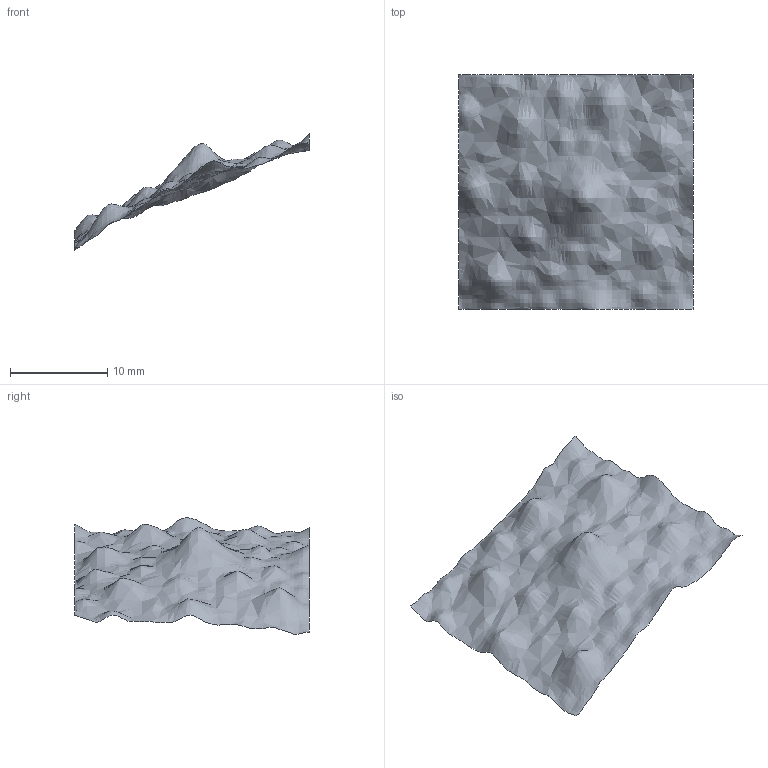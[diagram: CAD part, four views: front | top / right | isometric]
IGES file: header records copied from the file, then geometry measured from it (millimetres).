
Start section: IGES File generated by SURFCAM
Global section: file name: 28Hcshell.igs; native system: SURFCAM VERSION 7.1; preprocessor: DSN2IGS 7.10; author: Industrial Arts & Design; organization: No Author; date: 990702.172136; units: inch
Bounding box: 24.13 x 24.13 x 11.97 mm (x, y, z)
Surface area: 675.9 mm2 (no closed solid volume)
Topology: 0 solids, 0 shells, 1 faces, 4 edges, 4 vertices
Faces by surface type: bspline 1
